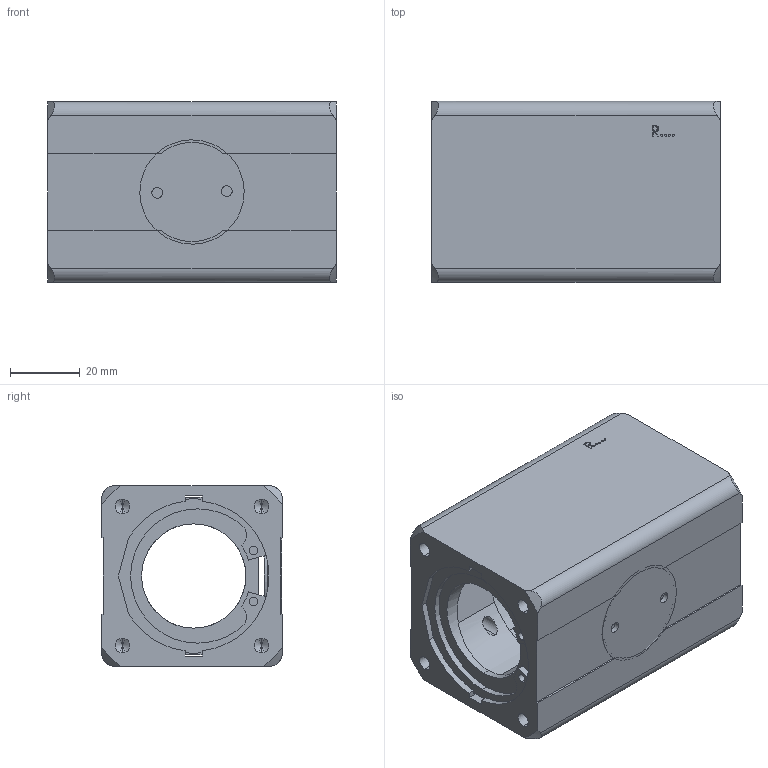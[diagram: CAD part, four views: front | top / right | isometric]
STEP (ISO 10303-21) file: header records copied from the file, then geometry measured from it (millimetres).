
FILE_DESCRIPTION (( 'STEP AP214' ), '1' );
FILE_NAME ('RS4-20-4.STEP', '2019-10-17T09:36:23', ( '' ), ( '' ), 'SwSTEP 2.0', 'SolidWorks 2019', '' );
FILE_SCHEMA (( 'AUTOMOTIVE_DESIGN' ));
Length unit declared in the file: millimetre
Products named in the file (1): RS4-20-4
Bounding box: 83 x 52 x 52 mm (x, y, z)
Volume: 101593.9 mm3; surface area: 43454.6 mm2
Topology: 7 solids, 7 shells, 252 faces, 678 edges, 438 vertices
Faces by surface type: cylinder 112, plane 91, cone 26, bspline 21, torus 2
Entity records: 12007 total; most frequent: CARTESIAN_POINT 2915, ORIENTED_EDGE 1324, DIRECTION 1244, EDGE_CURVE 662, AXIS2_PLACEMENT_3D 444, VERTEX_POINT 438, VECTOR 356, LINE 356
